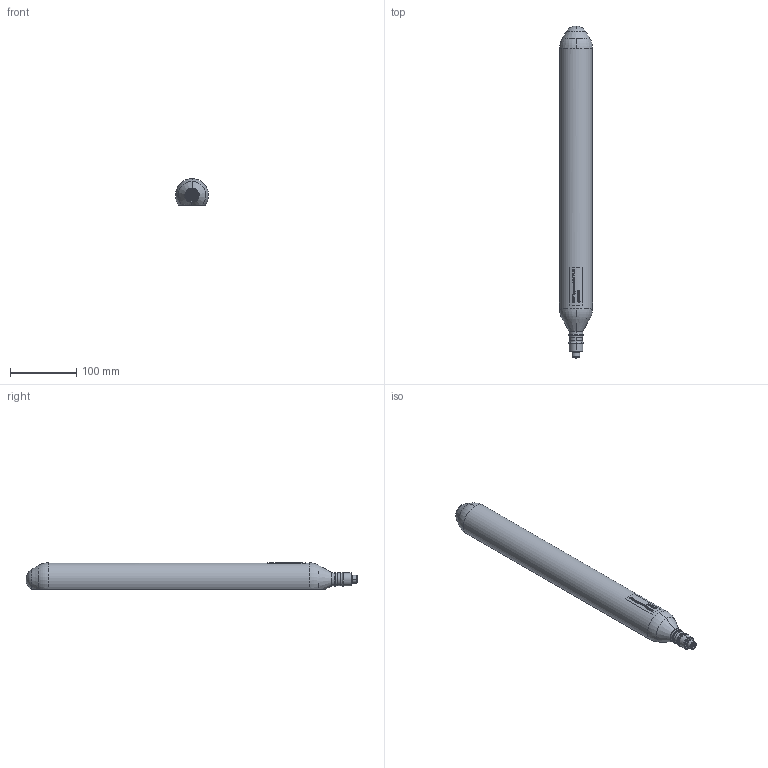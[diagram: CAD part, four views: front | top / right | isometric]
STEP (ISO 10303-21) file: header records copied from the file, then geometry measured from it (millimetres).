
FILE_DESCRIPTION (( 'STEP AP203' ), '1' );
FILE_NAME ('ABE-Z50-400_outline.STEP', '2020-08-03T12:23:52', ( '' ), ( '' ), 'SwSTEP 2.0', 'SolidWorks 2019', '' );
FILE_SCHEMA (( 'CONFIG_CONTROL_DESIGN' ));
Length unit declared in the file: millimetre
Products named in the file (6): ORing_d17,5x2,2; ABE-K40-400-003; ABE-Z50-400-001; PRSFM 4; ABE-Z50-400_outline; ABE-K40-400-004
Assembly tree (6 placements, depth 2):
  ABE-Z50-400_outline
    ABE-Z50-400-001
    ORing_d17,5x2,2  x2
    ABE-K40-400-004
    ABE-K40-400-003
    PRSFM 4
Bounding box: 49.94 x 502.05 x 40 mm (x, y, z)
Volume: 746973.8 mm3; surface area: 114997 mm2
Topology: 6 solids, 7 shells, 329 faces, 984 edges, 723 vertices
Faces by surface type: cylinder 155, plane 65, torus 48, bspline 32, cone 29
Entity records: 16901 total; most frequent: CARTESIAN_POINT 7340, ORIENTED_EDGE 1952, DIRECTION 1834, EDGE_CURVE 976, AXIS2_PLACEMENT_3D 768, VERTEX_POINT 719, CIRCLE 466, EDGE_LOOP 387
